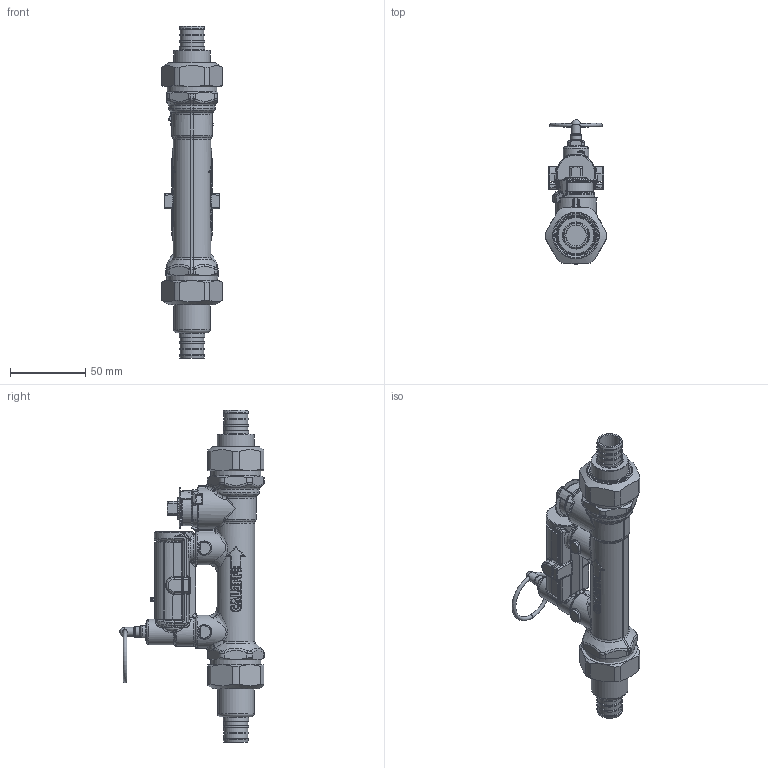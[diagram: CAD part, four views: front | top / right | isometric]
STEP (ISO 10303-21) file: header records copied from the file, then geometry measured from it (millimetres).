
FILE_DESCRIPTION(/* description */ (''),/* implementation_level */ '2;1');
FILE_NAME(/* name */ '132432AFC.stp',/* time_stamp */ '2025-07-15T16:15:21-05:00',/* author */ ('ischreiner'),/* organization */ (''),/* preprocessor_version */ 'ST-DEVELOPER v20',/* originating_system */ 'Autodesk Inventor 2025',/* authorisation */ '');
FILE_SCHEMA (('AUTOMOTIVE_DESIGN { 1 0 10303 214 3 1 1 }'));
Length unit declared in the file: inch
Products named in the file (5): 132432AFC; 132637 - TST; F61008 - 1 inch union nut; F0015061 PEX crimp 0.75 tailpiece for check; F0002077 PEX crimp 0.75 tailpiece
Assembly tree (5 placements, depth 2):
  132432AFC
    132637 - TST
    F61008 - 1 inch union nut  x2
    F0015061 PEX crimp 0.75 tailpiece for check
    F0002077 PEX crimp 0.75 tailpiece
Bounding box: 40.63 x 95.91 x 220.09 mm (x, y, z)
Volume: 186488.6 mm3; surface area: 55960.6 mm2
Topology: 8 solids, 8 shells, 1857 faces, 4339 edges, 2467 vertices
Faces by surface type: bspline 924, cylinder 392, plane 274, sphere 107, torus 93, cone 67
Full cylindrical faces by diameter (mm): 2.5 x1, 3 x1, 3.1 x1, 3.3 x1, 4.1 x1, 4.2 x1, 6 x2, 7 x1, 13.462 x2, 14.5 x1, 15.875 x6, 16.942 x8, 17 x1, 20.066 x1, 20.091 x2, 20.574 x1, 20.6 x1, 22 x2, 22.7 x2, 24.2 x1, 24.384 x1, 24.435 x1, 25.908 x1, 26 x1, 26.416 x1, 26.924 x2, 29.972 x2, 30.302 x2, 33.1 x2
Entity records: 123173 total; most frequent: CARTESIAN_POINT 85473, ORIENTED_EDGE 8408, DIRECTION 6818, EDGE_CURVE 4204, AXIS2_PLACEMENT_3D 2980, VERTEX_POINT 2432, EDGE_LOOP 1902, FACE_OUTER_BOUND 1836
